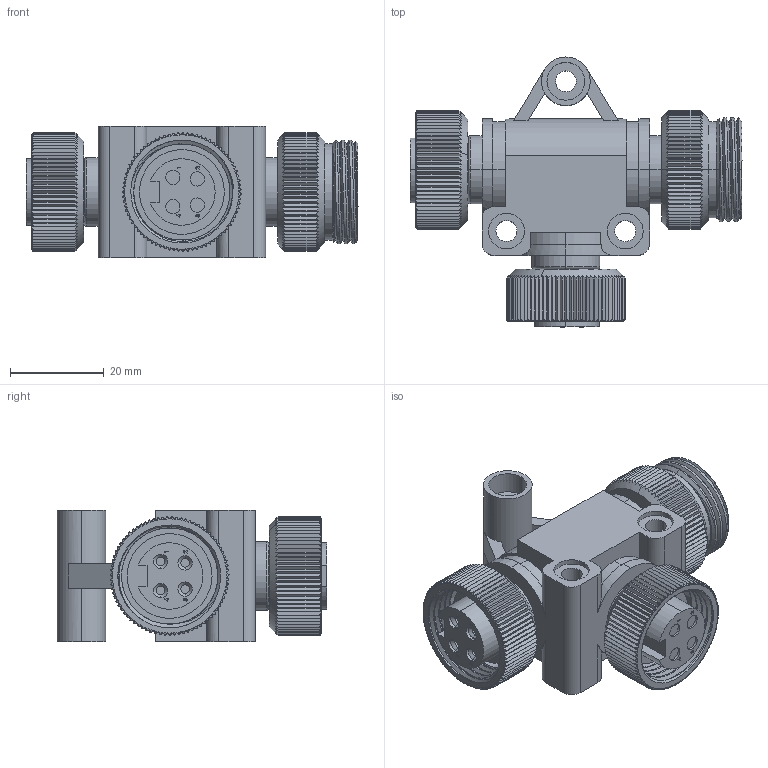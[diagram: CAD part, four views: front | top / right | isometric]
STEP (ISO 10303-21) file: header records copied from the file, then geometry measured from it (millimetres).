
FILE_DESCRIPTION (( 'STEP AP214' ), '1' );
FILE_NAME ('MIN-4MFF-T.STEP', '2015-08-12T23:34:31', ( 'Bruce Laptop' ), ( 'HP' ), 'SwSTEP 2.0', 'SolidWorks 2015', '' );
FILE_SCHEMA (( 'AUTOMOTIVE_DESIGN' ));
Length unit declared in the file: millimetre
Products named in the file (1): MIN-4MFF-T
Bounding box: 70.98 x 57.72 x 28.19 mm (x, y, z)
Volume: 39665.4 mm3; surface area: 18485.4 mm2
Topology: 1 solids, 4 shells, 1362 faces, 3855 edges, 2554 vertices
Faces by surface type: plane 680, cylinder 400, torus 164, bspline 69, cone 41, sphere 8
Entity records: 67060 total; most frequent: CARTESIAN_POINT 18465, ORIENTED_EDGE 7694, DIRECTION 6230, EDGE_CURVE 3847, VERTEX_POINT 2554, AXIS2_PLACEMENT_3D 2272, VECTOR 1686, LINE 1686
